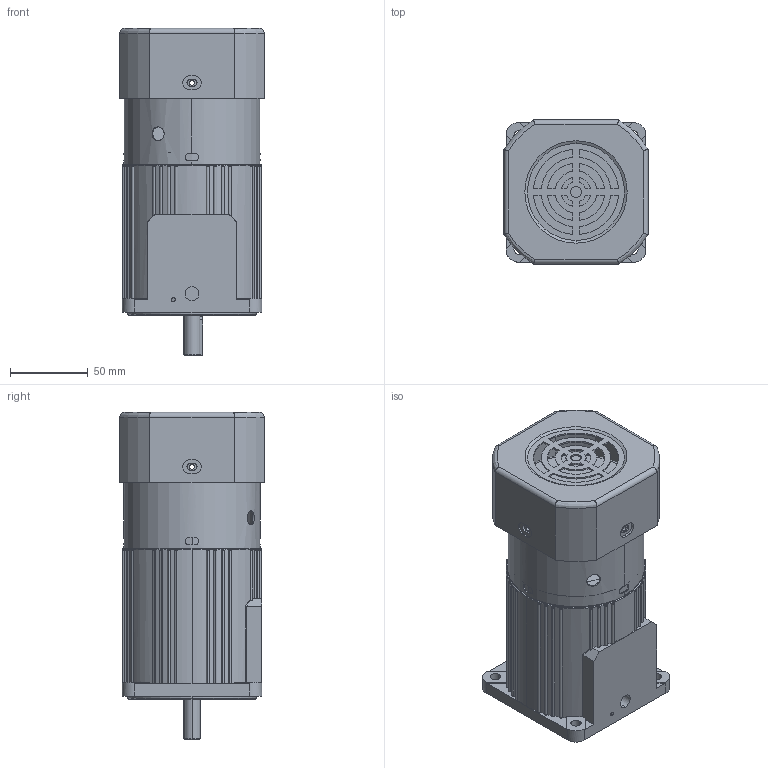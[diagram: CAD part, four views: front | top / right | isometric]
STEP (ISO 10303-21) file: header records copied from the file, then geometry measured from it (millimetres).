
FILE_DESCRIPTION (( 'STEP AP203' ), '1' );
FILE_NAME ('5IK40-60(R)GA-MF.STEP', '2024-01-16T04:42:50', ( 'User' ), ( 'China' ), 'SwSTEP 2.0', 'SolidWorks 2016', '' );
FILE_SCHEMA (( 'CONFIG_CONTROL_DESIGN' ));
Length unit declared in the file: millimetre
Products named in the file (4): 5IK40GA; 90价陬ん欶褲_4; 90酗瑞欶褲; 5IK40-60(R)GA-MF
Assembly tree (3 placements, depth 2):
  5IK40-60(R)GA-MF
    5IK40GA
    90价陬ん欶褲_4
    90酗瑞欶褲
Bounding box: 93 x 93 x 211 mm (x, y, z)
Volume: 743540.4 mm3; surface area: 138578 mm2
Topology: 4 solids, 4 shells, 473 faces, 1256 edges, 810 vertices
Faces by surface type: cylinder 226, plane 163, bspline 66, cone 18
Entity records: 18229 total; most frequent: CARTESIAN_POINT 6345, ORIENTED_EDGE 2512, DIRECTION 2320, EDGE_CURVE 1256, AXIS2_PLACEMENT_3D 910, VERTEX_POINT 810, EDGE_LOOP 554, VECTOR 500
